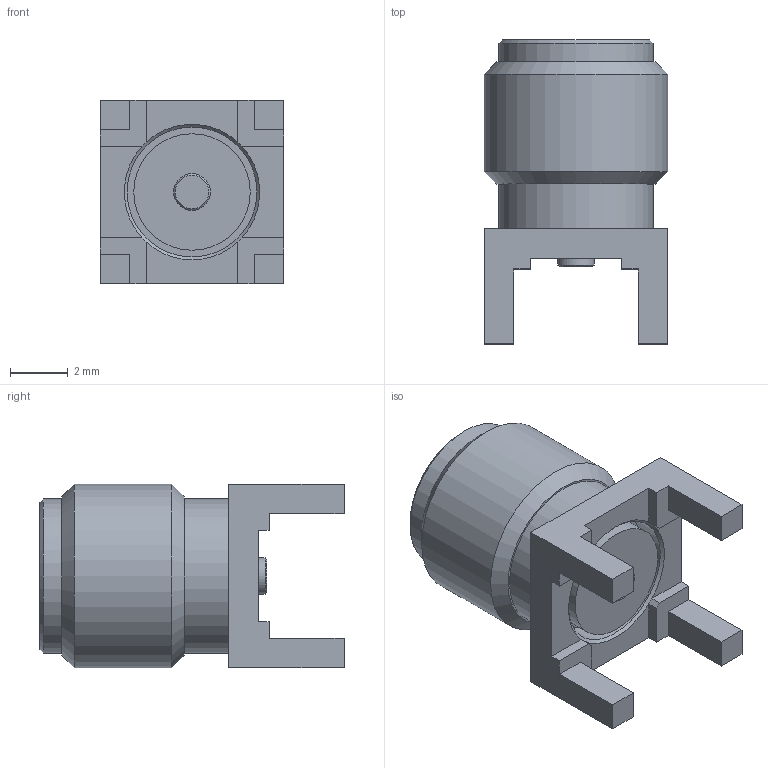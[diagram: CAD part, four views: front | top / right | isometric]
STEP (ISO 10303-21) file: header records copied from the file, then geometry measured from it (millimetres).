
FILE_DESCRIPTION( ( 'STEP AP214' ), '1' );
FILE_NAME( 'SMA-J-P-H-ST-MT1.stp', '2021-08-26T21:43:03', ( 'License CC BY-ND 4.0' ), ( 'CADENAS' ), ' ', 'PARTsolutions', ' ' );
FILE_SCHEMA( ( 'AUTOMOTIVE_DESIGN { 1 0 10303 214 1 1 1 1 }' ) );
Length unit declared in the file: millimetre
Products named in the file (1): _SMA-J-P-H-ST-MT1
Bounding box: 6.35 x 10.55 x 6.35 mm (x, y, z)
Volume: 198.7 mm3; surface area: 378.2 mm2
Topology: 1 solids, 1 shells, 66 faces, 149 edges, 95 vertices
Faces by surface type: plane 44, cylinder 17, cone 5
Full cylindrical faces by diameter (mm): 1.27 x2, 4.039 x1, 4.1 x1, 4.5 x1, 4.63 x1, 5.35 x2, 6.35 x1
Entity records: 2296 total; most frequent: DIRECTION 310, CARTESIAN_POINT 295, ORIENTED_EDGE 268, EDGE_CURVE 134, AXIS2_PLACEMENT_3D 109, VERTEX_POINT 94, LINE 92, VECTOR 92
